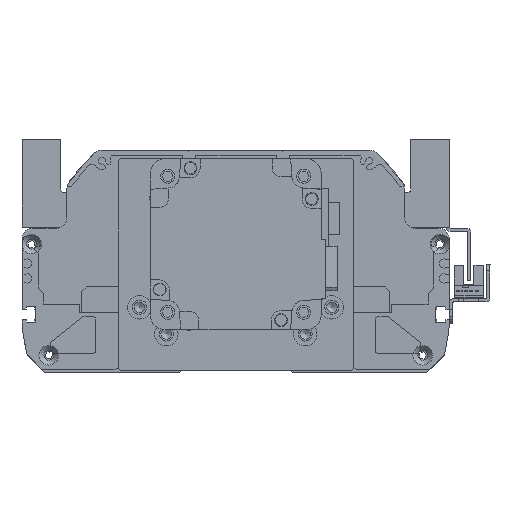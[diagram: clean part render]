
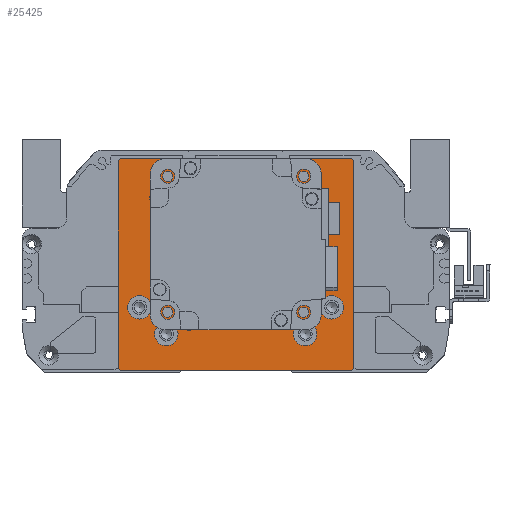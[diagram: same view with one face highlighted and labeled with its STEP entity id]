
A CAD part, front view. The second image highlights one B-rep face of the part: STEP entity #25425.
In plain terms, the highlighted face is planar.
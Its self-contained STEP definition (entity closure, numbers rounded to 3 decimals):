
#434=FACE_BOUND('',#5302,.T.);
#435=FACE_BOUND('',#5303,.T.);
#436=FACE_BOUND('',#5304,.T.);
#437=FACE_BOUND('',#5305,.T.);
#438=FACE_BOUND('',#5306,.T.);
#439=FACE_BOUND('',#5307,.T.);
#440=FACE_BOUND('',#5308,.T.);
#441=FACE_BOUND('',#5309,.T.);
#442=FACE_BOUND('',#5310,.T.);
#1653=PLANE('',#28262);
#3721=FACE_OUTER_BOUND('',#5301,.T.);
#5301=EDGE_LOOP('',(#23490,#23491,#23492,#23493,#23494,#23495,#23496,#23497));
#5302=EDGE_LOOP('',(#23498));
#5303=EDGE_LOOP('',(#23499));
#5304=EDGE_LOOP('',(#23500));
#5305=EDGE_LOOP('',(#23501));
#5306=EDGE_LOOP('',(#23502));
#5307=EDGE_LOOP('',(#23503));
#5308=EDGE_LOOP('',(#23504));
#5309=EDGE_LOOP('',(#23505));
#5310=EDGE_LOOP('',(#23506));
#7401=LINE('',#44292,#9552);
#7404=LINE('',#44301,#9555);
#7407=LINE('',#44306,#9558);
#7409=LINE('',#44309,#9560);
#7410=LINE('',#44312,#9561);
#7412=LINE('',#44316,#9563);
#7414=LINE('',#44320,#9565);
#7427=LINE('',#44382,#9578);
#9552=VECTOR('',#35015,10.);
#9555=VECTOR('',#35024,10.);
#9558=VECTOR('',#35029,10.);
#9560=VECTOR('',#35033,10.);
#9561=VECTOR('',#35036,10.);
#9563=VECTOR('',#35040,10.);
#9565=VECTOR('',#35044,10.);
#9578=VECTOR('',#35123,10.);
#10889=CIRCLE('',#28219,2.459);
#10890=CIRCLE('',#28222,2.459);
#10891=CIRCLE('',#28230,2.459);
#10892=CIRCLE('',#28232,2.459);
#10895=CIRCLE('',#28237,5.5);
#10898=CIRCLE('',#28243,5.5);
#10901=CIRCLE('',#28249,5.5);
#10904=CIRCLE('',#28255,5.5);
#10906=CIRCLE('',#28260,35.);
#13158=VERTEX_POINT('',#44285);
#13159=VERTEX_POINT('',#44289);
#13160=VERTEX_POINT('',#44291);
#13161=VERTEX_POINT('',#44295);
#13162=VERTEX_POINT('',#44299);
#13163=VERTEX_POINT('',#44300);
#13164=VERTEX_POINT('',#44305);
#13165=VERTEX_POINT('',#44311);
#13166=VERTEX_POINT('',#44315);
#13167=VERTEX_POINT('',#44319);
#13168=VERTEX_POINT('',#44323);
#13169=VERTEX_POINT('',#44327);
#13172=VERTEX_POINT('',#44336);
#13175=VERTEX_POINT('',#44347);
#13178=VERTEX_POINT('',#44358);
#13181=VERTEX_POINT('',#44369);
#13183=VERTEX_POINT('',#44378);
#16616=EDGE_CURVE('',#13158,#13158,#10889,.T.);
#16619=EDGE_CURVE('',#13160,#13159,#7401,.T.);
#16621=EDGE_CURVE('',#13161,#13161,#10890,.T.);
#16623=EDGE_CURVE('',#13162,#13163,#7404,.T.);
#16626=EDGE_CURVE('',#13164,#13163,#7407,.T.);
#16628=EDGE_CURVE('',#13164,#13159,#7409,.T.);
#16629=EDGE_CURVE('',#13160,#13165,#7410,.T.);
#16631=EDGE_CURVE('',#13166,#13165,#7412,.T.);
#16633=EDGE_CURVE('',#13166,#13167,#7414,.T.);
#16635=EDGE_CURVE('',#13168,#13168,#10891,.T.);
#16637=EDGE_CURVE('',#13169,#13169,#10892,.T.);
#16641=EDGE_CURVE('',#13172,#13172,#10895,.T.);
#16646=EDGE_CURVE('',#13175,#13175,#10898,.T.);
#16651=EDGE_CURVE('',#13178,#13178,#10901,.T.);
#16656=EDGE_CURVE('',#13181,#13181,#10904,.T.);
#16660=EDGE_CURVE('',#13183,#13183,#10906,.T.);
#16662=EDGE_CURVE('',#13162,#13167,#7427,.T.);
#23490=ORIENTED_EDGE('',*,*,#16623,.F.);
#23491=ORIENTED_EDGE('',*,*,#16662,.T.);
#23492=ORIENTED_EDGE('',*,*,#16633,.F.);
#23493=ORIENTED_EDGE('',*,*,#16631,.T.);
#23494=ORIENTED_EDGE('',*,*,#16629,.F.);
#23495=ORIENTED_EDGE('',*,*,#16619,.T.);
#23496=ORIENTED_EDGE('',*,*,#16628,.F.);
#23497=ORIENTED_EDGE('',*,*,#16626,.T.);
#23498=ORIENTED_EDGE('',*,*,#16635,.T.);
#23499=ORIENTED_EDGE('',*,*,#16621,.T.);
#23500=ORIENTED_EDGE('',*,*,#16637,.T.);
#23501=ORIENTED_EDGE('',*,*,#16616,.T.);
#23502=ORIENTED_EDGE('',*,*,#16641,.T.);
#23503=ORIENTED_EDGE('',*,*,#16646,.T.);
#23504=ORIENTED_EDGE('',*,*,#16651,.T.);
#23505=ORIENTED_EDGE('',*,*,#16656,.T.);
#23506=ORIENTED_EDGE('',*,*,#16660,.T.);
#25425=ADVANCED_FACE('',(#3721,#434,#435,#436,#437,#438,#439,#440,#441,
#442),#1653,.T.);
#28219=AXIS2_PLACEMENT_3D('',#44286,#35009,#35010);
#28222=AXIS2_PLACEMENT_3D('',#44296,#35019,#35020);
#28230=AXIS2_PLACEMENT_3D('',#44324,#35048,#35049);
#28232=AXIS2_PLACEMENT_3D('',#44328,#35053,#35054);
#28237=AXIS2_PLACEMENT_3D('',#44337,#35064,#35065);
#28243=AXIS2_PLACEMENT_3D('',#44348,#35078,#35079);
#28249=AXIS2_PLACEMENT_3D('',#44359,#35092,#35093);
#28255=AXIS2_PLACEMENT_3D('',#44370,#35106,#35107);
#28260=AXIS2_PLACEMENT_3D('',#44379,#35118,#35119);
#28262=AXIS2_PLACEMENT_3D('',#44383,#35124,#35125);
#35009=DIRECTION('center_axis',(0.,0.,-1.));
#35010=DIRECTION('ref_axis',(1.,0.,0.));
#35015=DIRECTION('',(-1.,0.,0.));
#35019=DIRECTION('center_axis',(0.,0.,-1.));
#35020=DIRECTION('ref_axis',(1.,0.,0.));
#35024=DIRECTION('',(-0.707,0.707,0.));
#35029=DIRECTION('',(0.,-1.,0.));
#35033=DIRECTION('',(0.707,0.707,0.));
#35036=DIRECTION('',(0.707,-0.707,0.));
#35040=DIRECTION('',(0.,1.,0.));
#35044=DIRECTION('',(-0.707,-0.707,0.));
#35048=DIRECTION('center_axis',(0.,0.,-1.));
#35049=DIRECTION('ref_axis',(1.,0.,0.));
#35053=DIRECTION('center_axis',(0.,0.,-1.));
#35054=DIRECTION('ref_axis',(1.,0.,0.));
#35064=DIRECTION('center_axis',(0.,0.,-1.));
#35065=DIRECTION('ref_axis',(1.,0.,0.));
#35078=DIRECTION('center_axis',(0.,0.,-1.));
#35079=DIRECTION('ref_axis',(1.,0.,0.));
#35092=DIRECTION('center_axis',(0.,0.,-1.));
#35093=DIRECTION('ref_axis',(1.,0.,0.));
#35106=DIRECTION('center_axis',(0.,0.,-1.));
#35107=DIRECTION('ref_axis',(1.,0.,0.));
#35118=DIRECTION('center_axis',(0.,0.,-1.));
#35119=DIRECTION('ref_axis',(1.,0.,0.));
#35123=DIRECTION('',(1.,0.,0.));
#35124=DIRECTION('center_axis',(0.,0.,1.));
#35125=DIRECTION('ref_axis',(1.,0.,0.));
#44285=CARTESIAN_POINT('',(29.361,41.32,89.));
#44286=CARTESIAN_POINT('Origin',(31.82,41.32,89.));
#44289=CARTESIAN_POINT('',(-54.,49.5,89.));
#44291=CARTESIAN_POINT('',(54.,49.5,89.));
#44292=CARTESIAN_POINT('',(55.,49.5,89.));
#44295=CARTESIAN_POINT('',(-34.278,41.32,89.));
#44296=CARTESIAN_POINT('Origin',(-31.82,41.32,89.));
#44299=CARTESIAN_POINT('',(-54.,-49.5,89.));
#44300=CARTESIAN_POINT('',(-55.,-48.5,89.));
#44301=CARTESIAN_POINT('',(-53.125,-50.375,89.));
#44305=CARTESIAN_POINT('',(-55.,48.5,89.));
#44306=CARTESIAN_POINT('',(-55.,49.5,89.));
#44309=CARTESIAN_POINT('',(-53.125,50.375,89.));
#44311=CARTESIAN_POINT('',(55.,48.5,89.));
#44312=CARTESIAN_POINT('',(53.125,50.375,89.));
#44315=CARTESIAN_POINT('',(55.,-48.5,89.));
#44316=CARTESIAN_POINT('',(55.,-49.5,89.));
#44319=CARTESIAN_POINT('',(54.,-49.5,89.));
#44320=CARTESIAN_POINT('',(53.125,-50.375,89.));
#44323=CARTESIAN_POINT('',(29.361,-22.32,89.));
#44324=CARTESIAN_POINT('Origin',(31.82,-22.32,89.));
#44327=CARTESIAN_POINT('',(-34.278,-22.32,89.));
#44328=CARTESIAN_POINT('Origin',(-31.82,-22.32,89.));
#44336=CARTESIAN_POINT('',(27.,-32.5,89.));
#44337=CARTESIAN_POINT('Origin',(32.5,-32.5,89.));
#44347=CARTESIAN_POINT('',(-50.5,-20.,89.));
#44348=CARTESIAN_POINT('Origin',(-45.,-20.,89.));
#44358=CARTESIAN_POINT('',(-38.,-32.5,89.));
#44359=CARTESIAN_POINT('Origin',(-32.5,-32.5,89.));
#44369=CARTESIAN_POINT('',(39.5,-20.,89.));
#44370=CARTESIAN_POINT('Origin',(45.,-20.,89.));
#44378=CARTESIAN_POINT('',(-35.,9.5,89.));
#44379=CARTESIAN_POINT('Origin',(0.,9.5,89.));
#44382=CARTESIAN_POINT('',(-55.,-49.5,89.));
#44383=CARTESIAN_POINT('Origin',(0.,0.,
89.));
